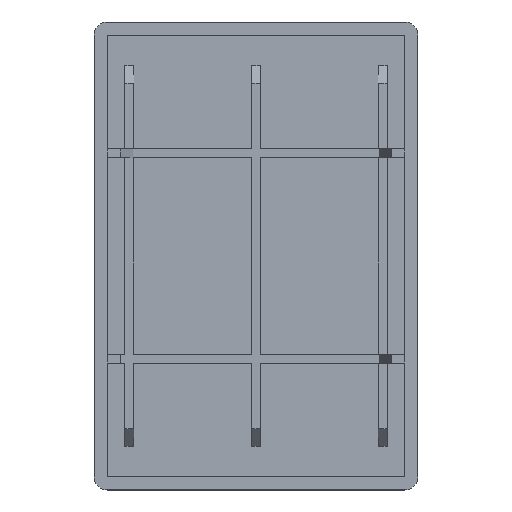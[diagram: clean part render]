
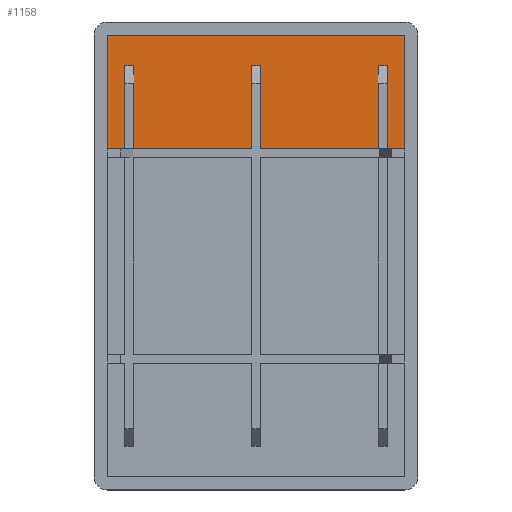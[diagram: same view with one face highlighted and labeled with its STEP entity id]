
A CAD part, top view. The second image highlights one B-rep face of the part: STEP entity #1158.
In plain terms, the highlighted planar face has unit normal (0, 0, 1).
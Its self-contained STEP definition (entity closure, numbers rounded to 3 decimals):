
#75=CARTESIAN_POINT('',(67.,97.0,3.0));
#76=VERTEX_POINT('',#75);
#83=CARTESIAN_POINT('',(65.,97.0,3.0));
#84=VERTEX_POINT('',#83);
#85=CARTESIAN_POINT('',(65.,97.0,3.0));
#86=DIRECTION('',(1.0,0.0,0.0));
#87=VECTOR('',#86,2.0);
#88=LINE('',#85,#87);
#89=EDGE_CURVE('',#84,#76,#88,.T.);
#122=CARTESIAN_POINT('',(67.,78.0,3.0));
#123=VERTEX_POINT('',#122);
#130=CARTESIAN_POINT('',(67.0,97.0,3.0));
#131=DIRECTION('',(0.0,-1.0,0.0));
#132=VECTOR('',#131,19.0);
#133=LINE('',#130,#132);
#134=EDGE_CURVE('',#76,#123,#133,.T.);
#492=CARTESIAN_POINT('',(38.,97.0,3.0));
#493=VERTEX_POINT('',#492);
#500=CARTESIAN_POINT('',(36.,97.0,3.0));
#501=VERTEX_POINT('',#500);
#502=CARTESIAN_POINT('',(36.,97.0,3.0));
#503=DIRECTION('',(1.0,0.0,0.0));
#504=VECTOR('',#503,2.);
#505=LINE('',#502,#504);
#506=EDGE_CURVE('',#501,#493,#505,.T.);
#525=CARTESIAN_POINT('',(38.,78.0,3.0));
#526=VERTEX_POINT('',#525);
#533=CARTESIAN_POINT('',(38.,97.0,3.0));
#534=DIRECTION('',(0.0,-1.0,0.0));
#535=VECTOR('',#534,19.0);
#536=LINE('',#533,#535);
#537=EDGE_CURVE('',#493,#526,#536,.T.);
#547=CARTESIAN_POINT('',(7.,97.0,3.0));
#548=VERTEX_POINT('',#547);
#556=CARTESIAN_POINT('',(9.,97.0,3.0));
#557=VERTEX_POINT('',#556);
#564=CARTESIAN_POINT('',(7.,97.0,3.0));
#565=DIRECTION('',(1.0,0.0,0.0));
#566=VECTOR('',#565,2.);
#567=LINE('',#564,#566);
#568=EDGE_CURVE('',#548,#557,#567,.T.);
#580=CARTESIAN_POINT('',(9.,78.0,3.0));
#581=VERTEX_POINT('',#580);
#588=CARTESIAN_POINT('',(9.,97.0,3.0));
#589=DIRECTION('',(0.0,-1.0,0.0));
#590=VECTOR('',#589,19.0);
#591=LINE('',#588,#590);
#592=EDGE_CURVE('',#557,#581,#591,.T.);
#768=CARTESIAN_POINT('',(65.,78.0,3.0));
#769=VERTEX_POINT('',#768);
#770=CARTESIAN_POINT('',(65.,78.0,3.0));
#771=DIRECTION('',(0.0,1.0,0.0));
#772=VECTOR('',#771,19.);
#773=LINE('',#770,#772);
#774=EDGE_CURVE('',#769,#84,#773,.T.);
#878=CARTESIAN_POINT('',(36.,78.0,3.0));
#879=VERTEX_POINT('',#878);
#880=CARTESIAN_POINT('',(36.,78.0,3.0));
#881=DIRECTION('',(0.0,1.0,0.0));
#882=VECTOR('',#881,19.);
#883=LINE('',#880,#882);
#884=EDGE_CURVE('',#879,#501,#883,.T.);
#1043=CARTESIAN_POINT('',(7.,78.0,3.0));
#1044=VERTEX_POINT('',#1043);
#1045=CARTESIAN_POINT('',(7.,78.0,3.0));
#1046=DIRECTION('',(0.0,1.0,0.0));
#1047=VECTOR('',#1046,19.);
#1048=LINE('',#1045,#1047);
#1049=EDGE_CURVE('',#1044,#548,#1048,.T.);
#1092=CARTESIAN_POINT('',(37.0,53.5,3.0));
#1093=DIRECTION('',(0.0,0.0,1.0));
#1094=DIRECTION('',(1.0,0.0,0.0));
#1095=AXIS2_PLACEMENT_3D('',#1092,#1093,#1094);
#1096=PLANE('',#1095);
#1097=ORIENTED_EDGE('',*,*,#774,.T.);
#1098=ORIENTED_EDGE('',*,*,#89,.T.);
#1099=ORIENTED_EDGE('',*,*,#134,.T.);
#1100=CARTESIAN_POINT('',(71.,78.0,3.0));
#1101=VERTEX_POINT('',#1100);
#1102=CARTESIAN_POINT('',(67.,78.0,3.0));
#1103=DIRECTION('',(1.0,0.0,0.0));
#1104=VECTOR('',#1103,4.0);
#1105=LINE('',#1102,#1104);
#1106=EDGE_CURVE('',#123,#1101,#1105,.T.);
#1107=ORIENTED_EDGE('',*,*,#1106,.T.);
#1108=CARTESIAN_POINT('',(71.,104.0,3.0));
#1109=VERTEX_POINT('',#1108);
#1110=CARTESIAN_POINT('',(71.,78.,3.0));
#1111=DIRECTION('',(0.0,1.0,0.0));
#1112=VECTOR('',#1111,26.0);
#1113=LINE('',#1110,#1112);
#1114=EDGE_CURVE('',#1109,#1101,#1113,.F.);
#1115=ORIENTED_EDGE('',*,*,#1114,.F.);
#1116=CARTESIAN_POINT('',(3.,104.0,3.0));
#1117=VERTEX_POINT('',#1116);
#1118=CARTESIAN_POINT('',(3.,104.0,3.0));
#1119=DIRECTION('',(1.0,0.0,0.0));
#1120=VECTOR('',#1119,68.);
#1121=LINE('',#1118,#1120);
#1122=EDGE_CURVE('',#1117,#1109,#1121,.T.);
#1123=ORIENTED_EDGE('',*,*,#1122,.F.);
#1124=CARTESIAN_POINT('',(3.,78.0,3.0));
#1125=VERTEX_POINT('',#1124);
#1126=CARTESIAN_POINT('',(3.,78.,3.0));
#1127=DIRECTION('',(0.0,1.0,0.0));
#1128=VECTOR('',#1127,26.0);
#1129=LINE('',#1126,#1128);
#1130=EDGE_CURVE('',#1117,#1125,#1129,.F.);
#1131=ORIENTED_EDGE('',*,*,#1130,.T.);
#1132=CARTESIAN_POINT('',(3.,78.0,3.0));
#1133=DIRECTION('',(1.0,0.0,0.0));
#1134=VECTOR('',#1133,4.);
#1135=LINE('',#1132,#1134);
#1136=EDGE_CURVE('',#1125,#1044,#1135,.T.);
#1137=ORIENTED_EDGE('',*,*,#1136,.T.);
#1138=ORIENTED_EDGE('',*,*,#1049,.T.);
#1139=ORIENTED_EDGE('',*,*,#568,.T.);
#1140=ORIENTED_EDGE('',*,*,#592,.T.);
#1141=CARTESIAN_POINT('',(9.,78.0,3.0));
#1142=DIRECTION('',(1.0,0.0,0.0));
#1143=VECTOR('',#1142,27.);
#1144=LINE('',#1141,#1143);
#1145=EDGE_CURVE('',#581,#879,#1144,.T.);
#1146=ORIENTED_EDGE('',*,*,#1145,.T.);
#1147=ORIENTED_EDGE('',*,*,#884,.T.);
#1148=ORIENTED_EDGE('',*,*,#506,.T.);
#1149=ORIENTED_EDGE('',*,*,#537,.T.);
#1150=CARTESIAN_POINT('',(38.,78.0,3.0));
#1151=DIRECTION('',(1.0,0.0,0.0));
#1152=VECTOR('',#1151,27.);
#1153=LINE('',#1150,#1152);
#1154=EDGE_CURVE('',#526,#769,#1153,.T.);
#1155=ORIENTED_EDGE('',*,*,#1154,.T.);
#1156=EDGE_LOOP('',(#1097,#1098,#1099,#1107,#1115,#1123,#1131,#1137,#1138,#1139,#1140,#1146,#1147,#1148,#1149,#1155));
#1157=FACE_OUTER_BOUND('',#1156,.T.);
#1158=ADVANCED_FACE('',(#1157),#1096,.T.);
